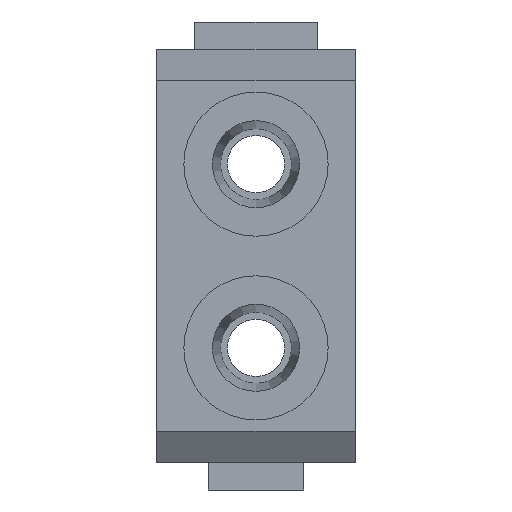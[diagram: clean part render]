
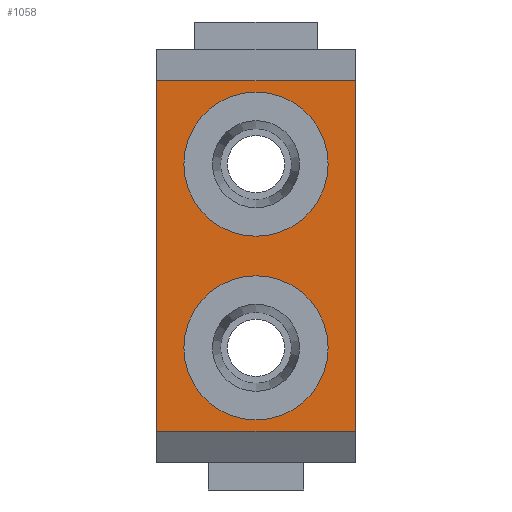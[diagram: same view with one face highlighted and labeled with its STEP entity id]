
A CAD part, front view. The second image highlights one B-rep face of the part: STEP entity #1058.
In plain terms, the highlighted planar face has unit normal (0, -1, 0).
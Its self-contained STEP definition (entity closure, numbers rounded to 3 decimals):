
#618=CIRCLE('',#7347,5.3);
#635=CIRCLE('',#7382,5.3);
#728=FACE_BOUND('',#2005,.T.);
#729=FACE_BOUND('',#2006,.T.);
#730=FACE_BOUND('',#2007,.T.);
#1058=ADVANCED_FACE('',(#728,#729,#730),#1362,.T.);
#1362=PLANE('',#7414);
#2005=EDGE_LOOP('',(#3441));
#2006=EDGE_LOOP('',(#3442));
#2007=EDGE_LOOP('',(#3443,#3444,#3445,#3446));
#3441=ORIENTED_EDGE('',*,*,#5168,.T.);
#3442=ORIENTED_EDGE('',*,*,#5200,.T.);
#3443=ORIENTED_EDGE('',*,*,#5263,.T.);
#3444=ORIENTED_EDGE('',*,*,#5235,.F.);
#3445=ORIENTED_EDGE('',*,*,#5264,.T.);
#3446=ORIENTED_EDGE('',*,*,#5265,.F.);
#4327=VERTEX_POINT('',#10592);
#4352=VERTEX_POINT('',#10667);
#4378=VERTEX_POINT('',#10739);
#4379=VERTEX_POINT('',#10741);
#4397=VERTEX_POINT('',#10794);
#4398=VERTEX_POINT('',#10798);
#5168=EDGE_CURVE('',#4327,#4327,#618,.T.);
#5200=EDGE_CURVE('',#4352,#4352,#635,.T.);
#5235=EDGE_CURVE('',#4378,#4379,#6079,.T.);
#5263=EDGE_CURVE('',#4397,#4379,#6101,.T.);
#5264=EDGE_CURVE('',#4378,#4398,#6102,.T.);
#5265=EDGE_CURVE('',#4397,#4398,#6103,.T.);
#6079=LINE('',#10740,#6897);
#6101=LINE('',#10795,#6919);
#6102=LINE('',#10797,#6920);
#6103=LINE('',#10799,#6921);
#6897=VECTOR('',#8870,1.);
#6919=VECTOR('',#8920,1.);
#6920=VECTOR('',#8923,1.);
#6921=VECTOR('',#8924,1.);
#7347=AXIS2_PLACEMENT_3D('',#10591,#8721,#8722);
#7382=AXIS2_PLACEMENT_3D('',#10666,#8806,#8807);
#7414=AXIS2_PLACEMENT_3D('',#10800,#8925,#8926);
#8721=DIRECTION('',(0.,1.,0.));
#8722=DIRECTION('',(0.,0.,-1.));
#8806=DIRECTION('',(0.,1.,0.));
#8807=DIRECTION('',(0.,0.,1.));
#8870=DIRECTION('',(0.,0.,-1.));
#8920=DIRECTION('',(1.,0.,0.));
#8923=DIRECTION('',(-1.,0.,0.));
#8924=DIRECTION('',(0.,0.,1.));
#8925=DIRECTION('',(0.,-1.,0.));
#8926=DIRECTION('',(0.,0.,-1.));
#10591=CARTESIAN_POINT('',(0.,-25.7,6.75));
#10592=CARTESIAN_POINT('',(0.,-25.7,1.45));
#10666=CARTESIAN_POINT('',(0.,-25.7,-6.75));
#10667=CARTESIAN_POINT('',(0.,-25.7,-1.45));
#10739=CARTESIAN_POINT('',(7.3,-25.7,12.899));
#10740=CARTESIAN_POINT('',(7.3,-25.7,12.899));
#10741=CARTESIAN_POINT('',(7.3,-25.7,-12.899));
#10794=CARTESIAN_POINT('',(-7.3,-25.7,-12.899));
#10795=CARTESIAN_POINT('',(-7.3,-25.7,-12.899));
#10797=CARTESIAN_POINT('',(7.3,-25.7,12.899));
#10798=CARTESIAN_POINT('',(-7.3,-25.7,12.899));
#10799=CARTESIAN_POINT('',(-7.3,-25.7,-12.899));
#10800=CARTESIAN_POINT('',(-8.03,-25.7,16.665));
